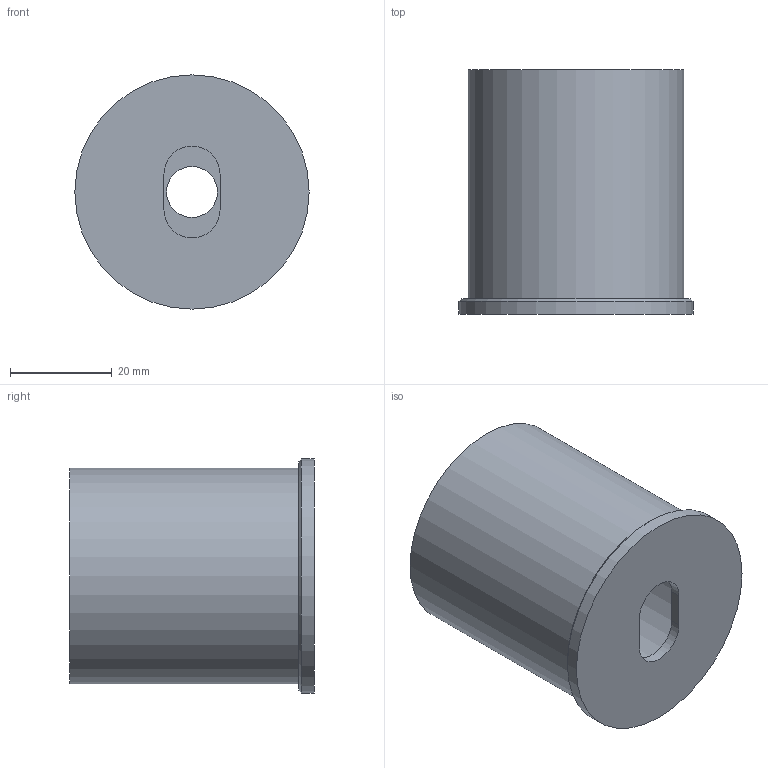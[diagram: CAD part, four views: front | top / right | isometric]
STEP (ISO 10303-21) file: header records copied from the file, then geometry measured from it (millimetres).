
FILE_DESCRIPTION(/* description */ (''),/* implementation_level */ '2;1');
FILE_NAME(/* name */ '43034.iam.step',/* time_stamp */ '2022-08-22T09:49:22+02:00',/* author */ ('Abt. Technik'),/* organization */ (''),/* preprocessor_version */ 'ST-DEVELOPER v19.2',/* originating_system */ 'Autodesk Inventor 2023',/* authorisation */ '');
FILE_SCHEMA (('AUTOMOTIVE_DESIGN { 1 0 10303 214 3 1 1 }'));
Length unit declared in the file: millimetre
Products named in the file (3): 43034; 43034 Boden; 43034 Kopf
Assembly tree (2 placements, depth 2):
  43034
    43034 Boden
    43034 Kopf
Bounding box: 46 x 48 x 46 mm (x, y, z)
Volume: 46129.6 mm3; surface area: 20278.5 mm2
Topology: 2 solids, 2 shells, 23 faces, 42 edges, 28 vertices
Faces by surface type: plane 11, cylinder 10, cone 2
Full cylindrical faces by diameter (mm): 10 x1, 23 x1, 32 x1, 36 x2, 42.4 x1, 44 x1, 46 x1
Entity records: 695 total; most frequent: DIRECTION 122, CARTESIAN_POINT 98, ORIENTED_EDGE 84, AXIS2_PLACEMENT_3D 52, EDGE_CURVE 42, EDGE_LOOP 32, VERTEX_POINT 28, CIRCLE 24
